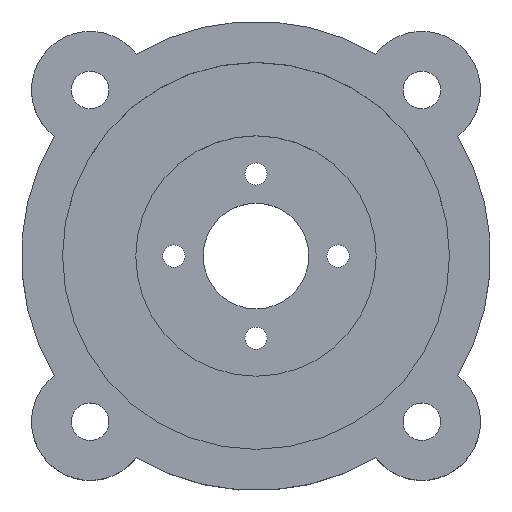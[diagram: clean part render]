
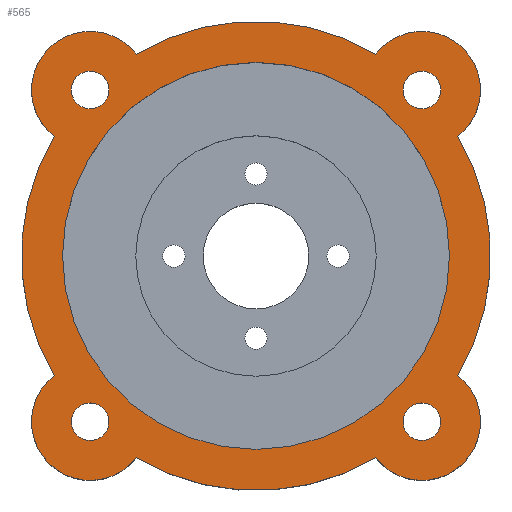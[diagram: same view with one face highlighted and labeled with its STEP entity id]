
A CAD part, top view. The second image highlights one B-rep face of the part: STEP entity #565.
In plain terms, the highlighted planar face has unit normal (0, 0, 1).
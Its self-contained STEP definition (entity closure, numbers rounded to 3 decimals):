
#34=FACE_BOUND('',#114,.T.);
#35=FACE_BOUND('',#115,.T.);
#36=FACE_BOUND('',#116,.T.);
#37=FACE_BOUND('',#117,.T.);
#38=FACE_BOUND('',#118,.T.);
#46=PLANE('',#642);
#63=FACE_OUTER_BOUND('',#113,.T.);
#113=EDGE_LOOP('',(#437,#438,#439,#440,#441,#442,#443,#444));
#114=EDGE_LOOP('',(#445));
#115=EDGE_LOOP('',(#446));
#116=EDGE_LOOP('',(#447));
#117=EDGE_LOOP('',(#448));
#118=EDGE_LOOP('',(#449));
#215=CIRCLE('',#629,1.6);
#227=CIRCLE('',#643,20.);
#228=CIRCLE('',#644,5.);
#229=CIRCLE('',#645,20.);
#230=CIRCLE('',#646,5.);
#231=CIRCLE('',#647,20.);
#232=CIRCLE('',#648,5.);
#233=CIRCLE('',#649,20.);
#234=CIRCLE('',#650,5.);
#235=CIRCLE('',#651,1.6);
#236=CIRCLE('',#652,16.5);
#237=CIRCLE('',#653,1.6);
#238=CIRCLE('',#654,1.6);
#265=VERTEX_POINT('',#938);
#277=VERTEX_POINT('',#965);
#278=VERTEX_POINT('',#966);
#279=VERTEX_POINT('',#968);
#280=VERTEX_POINT('',#970);
#281=VERTEX_POINT('',#972);
#282=VERTEX_POINT('',#974);
#283=VERTEX_POINT('',#976);
#284=VERTEX_POINT('',#978);
#285=VERTEX_POINT('',#981);
#286=VERTEX_POINT('',#983);
#287=VERTEX_POINT('',#985);
#288=VERTEX_POINT('',#987);
#324=EDGE_CURVE('',#265,#265,#215,.T.);
#336=EDGE_CURVE('',#277,#278,#227,.T.);
#337=EDGE_CURVE('',#278,#279,#228,.T.);
#338=EDGE_CURVE('',#279,#280,#229,.T.);
#339=EDGE_CURVE('',#280,#281,#230,.T.);
#340=EDGE_CURVE('',#281,#282,#231,.T.);
#341=EDGE_CURVE('',#282,#283,#232,.T.);
#342=EDGE_CURVE('',#283,#284,#233,.T.);
#343=EDGE_CURVE('',#284,#277,#234,.T.);
#344=EDGE_CURVE('',#285,#285,#235,.T.);
#345=EDGE_CURVE('',#286,#286,#236,.T.);
#346=EDGE_CURVE('',#287,#287,#237,.T.);
#347=EDGE_CURVE('',#288,#288,#238,.T.);
#437=ORIENTED_EDGE('',*,*,#336,.T.);
#438=ORIENTED_EDGE('',*,*,#337,.T.);
#439=ORIENTED_EDGE('',*,*,#338,.T.);
#440=ORIENTED_EDGE('',*,*,#339,.T.);
#441=ORIENTED_EDGE('',*,*,#340,.T.);
#442=ORIENTED_EDGE('',*,*,#341,.T.);
#443=ORIENTED_EDGE('',*,*,#342,.T.);
#444=ORIENTED_EDGE('',*,*,#343,.T.);
#445=ORIENTED_EDGE('',*,*,#344,.F.);
#446=ORIENTED_EDGE('',*,*,#345,.F.);
#447=ORIENTED_EDGE('',*,*,#346,.F.);
#448=ORIENTED_EDGE('',*,*,#347,.F.);
#449=ORIENTED_EDGE('',*,*,#324,.F.);
#565=ADVANCED_FACE('',(#63,#34,#35,#36,#37,#38),#46,.T.);
#629=AXIS2_PLACEMENT_3D('',#940,#752,#753);
#642=AXIS2_PLACEMENT_3D('',#964,#778,#779);
#643=AXIS2_PLACEMENT_3D('',#967,#780,#781);
#644=AXIS2_PLACEMENT_3D('',#969,#782,#783);
#645=AXIS2_PLACEMENT_3D('',#971,#784,#785);
#646=AXIS2_PLACEMENT_3D('',#973,#786,#787);
#647=AXIS2_PLACEMENT_3D('',#975,#788,#789);
#648=AXIS2_PLACEMENT_3D('',#977,#790,#791);
#649=AXIS2_PLACEMENT_3D('',#979,#792,#793);
#650=AXIS2_PLACEMENT_3D('',#980,#794,#795);
#651=AXIS2_PLACEMENT_3D('',#982,#796,#797);
#652=AXIS2_PLACEMENT_3D('',#984,#798,#799);
#653=AXIS2_PLACEMENT_3D('',#986,#800,#801);
#654=AXIS2_PLACEMENT_3D('',#988,#802,#803);
#752=DIRECTION('center_axis',(0.,0.,1.));
#753=DIRECTION('ref_axis',(1.,0.,0.));
#778=DIRECTION('center_axis',(0.,0.,1.));
#779=DIRECTION('ref_axis',(1.,0.,0.));
#780=DIRECTION('center_axis',(0.,0.,1.));
#781=DIRECTION('ref_axis',(1.,0.,0.));
#782=DIRECTION('center_axis',(0.,0.,1.));
#783=DIRECTION('ref_axis',(1.,0.,0.));
#784=DIRECTION('center_axis',(0.,0.,1.));
#785=DIRECTION('ref_axis',(1.,0.,0.));
#786=DIRECTION('center_axis',(0.,0.,1.));
#787=DIRECTION('ref_axis',(1.,0.,0.));
#788=DIRECTION('center_axis',(0.,0.,1.));
#789=DIRECTION('ref_axis',(1.,0.,0.));
#790=DIRECTION('center_axis',(0.,0.,1.));
#791=DIRECTION('ref_axis',(1.,0.,0.));
#792=DIRECTION('center_axis',(0.,0.,1.));
#793=DIRECTION('ref_axis',(1.,0.,0.));
#794=DIRECTION('center_axis',(0.,0.,1.));
#795=DIRECTION('ref_axis',(1.,0.,0.));
#796=DIRECTION('center_axis',(0.,0.,1.));
#797=DIRECTION('ref_axis',(1.,0.,0.));
#798=DIRECTION('center_axis',(0.,0.,1.));
#799=DIRECTION('ref_axis',(1.,0.,0.));
#800=DIRECTION('center_axis',(0.,0.,1.));
#801=DIRECTION('ref_axis',(1.,0.,0.));
#802=DIRECTION('center_axis',(0.,0.,1.));
#803=DIRECTION('ref_axis',(1.,0.,0.));
#938=CARTESIAN_POINT('',(12.542,-14.142,12.));
#940=CARTESIAN_POINT('Origin',(14.142,-14.142,12.));
#964=CARTESIAN_POINT('Origin',(0.,0.,12.));
#965=CARTESIAN_POINT('',(-17.208,10.192,12.));
#966=CARTESIAN_POINT('',(-17.208,-10.192,12.));
#967=CARTESIAN_POINT('Origin',(0.,0.,12.));
#968=CARTESIAN_POINT('',(-10.192,-17.208,12.));
#969=CARTESIAN_POINT('Origin',(-14.142,-14.142,12.));
#970=CARTESIAN_POINT('',(10.192,-17.208,12.));
#971=CARTESIAN_POINT('Origin',(0.,0.,12.));
#972=CARTESIAN_POINT('',(17.208,-10.192,12.));
#973=CARTESIAN_POINT('Origin',(14.142,-14.142,12.));
#974=CARTESIAN_POINT('',(17.208,10.192,12.));
#975=CARTESIAN_POINT('Origin',(0.,0.,12.));
#976=CARTESIAN_POINT('',(10.192,17.208,12.));
#977=CARTESIAN_POINT('Origin',(14.142,14.142,12.));
#978=CARTESIAN_POINT('',(-10.192,17.208,12.));
#979=CARTESIAN_POINT('Origin',(0.,0.,12.));
#980=CARTESIAN_POINT('Origin',(-14.142,14.142,12.));
#981=CARTESIAN_POINT('',(12.542,14.142,12.));
#982=CARTESIAN_POINT('Origin',(14.142,14.142,12.));
#983=CARTESIAN_POINT('',(-16.5,0.,12.));
#984=CARTESIAN_POINT('Origin',(0.,0.,12.));
#985=CARTESIAN_POINT('',(-15.742,-14.142,12.));
#986=CARTESIAN_POINT('Origin',(-14.142,-14.142,12.));
#987=CARTESIAN_POINT('',(-15.742,14.142,12.));
#988=CARTESIAN_POINT('Origin',(-14.142,14.142,12.));
